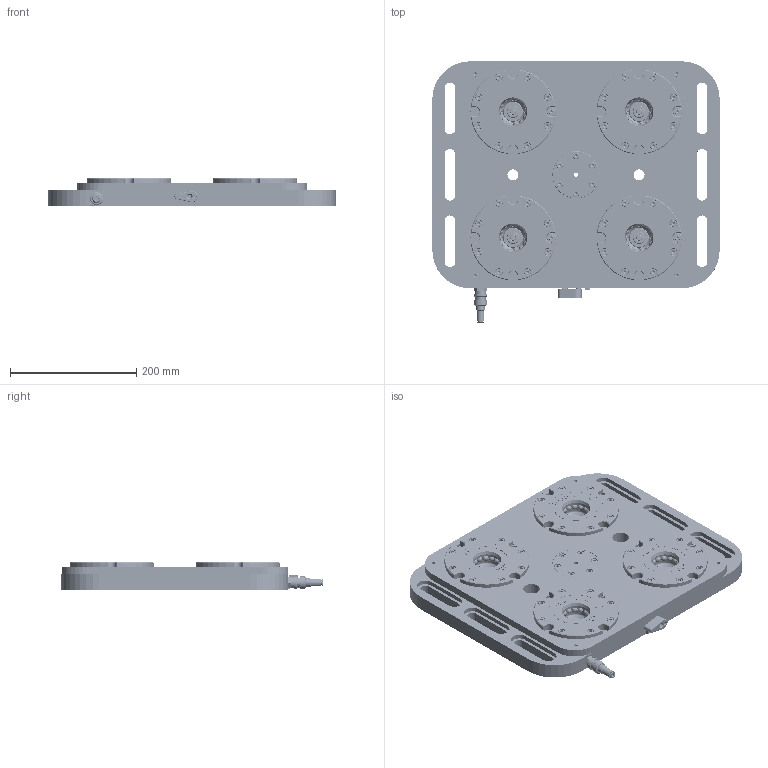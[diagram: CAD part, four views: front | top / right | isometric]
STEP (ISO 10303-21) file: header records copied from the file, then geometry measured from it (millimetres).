
FILE_DESCRIPTION(/* description */ (''),/* implementation_level */ '2;1');
FILE_NAME(/* name */ 'UZV-T 4x200.stp',/* time_stamp */ '2024-10-21T20:43:46+02:00',/* author */ ('Admin'),/* organization */ (''),/* preprocessor_version */ 'ST-DEVELOPER v20',/* originating_system */ 'Autodesk Inventor 2025',/* authorisation */ '');
FILE_SCHEMA (('CONFIG_CONTROL_DESIGN'));
Products named in the file (14): ZAKLADNA_SESTAVA_2016-01-00-17; ZAKLADNA_PALETY_4_HNIZDA_2016-01-0057-zaslepeni; Rotacni_ventil_2016-01-14; S_ZERO_POINT-2016-01-00-01; DIN 913 - M10 x 10; KK3P-06E; KQ2H06-M5A_A; CEP_STAVECI_2016-01-60; ISO 4762  - M5 x 12; ISO 4762  - M5 x 25; ISO 4762  - M6 x 20; Stredici_cep_zaslepka 2016-01-0076; ISO 4762 - M6 x 16; KK3S-06H
Assembly tree (66 placements, depth 2):
  ZAKLADNA_SESTAVA_2016-01-00-17
    ZAKLADNA_PALETY_4_HNIZDA_2016-01-0057-zaslepeni
    Rotacni_ventil_2016-01-14
    S_ZERO_POINT-2016-01-00-01  x4
    DIN 913 - M10 x 10  x4
    KK3P-06E
    KQ2H06-M5A_A  x3
    CEP_STAVECI_2016-01-60  x4
    ISO 4762  - M5 x 12  x4
    ISO 4762  - M5 x 25  x3
    ISO 4762  - M6 x 20  x33
    Stredici_cep_zaslepka 2016-01-0076
    ISO 4762 - M6 x 16  x6
    KK3S-06H
Bounding box: 456 x 414.6 x 43 mm (x, y, z)
Volume: 4880063.7 mm3; surface area: 672608.1 mm2
Topology: 68 solids, 69 shells, 6863 faces, 18113 edges, 11982 vertices
Faces by surface type: plane 3406, bspline 2160, cylinder 787, cone 330, torus 123, sphere 57
Full cylindrical faces by diameter (mm): 0.8 x24, 2 x24, 2.2 x1, 3 x17, 3.242 x4, 4.134 x12, 4.2 x1, 4.7 x1, 4.917 x38, 5 x11, 5.2 x1, 5.3 x7, 5.6 x1, 6 x47, 6.4 x38, 6.647 x1, 6.8 x3, 7 x1, 7.5 x1, 8.376 x8, 8.5 x7, 8.8 x1, 9 x6, 9.7 x3, 10 x58, 11 x47, 11.5 x1, 12 x3, 14 x2, 14.5 x1
Entity records: 75626 total; most frequent: CARTESIAN_POINT 26180, ORIENTED_EDGE 10690, DIRECTION 7818, EDGE_CURVE 5345, VERTEX_POINT 3565, LINE 2966, VECTOR 2966, EDGE_LOOP 2450
